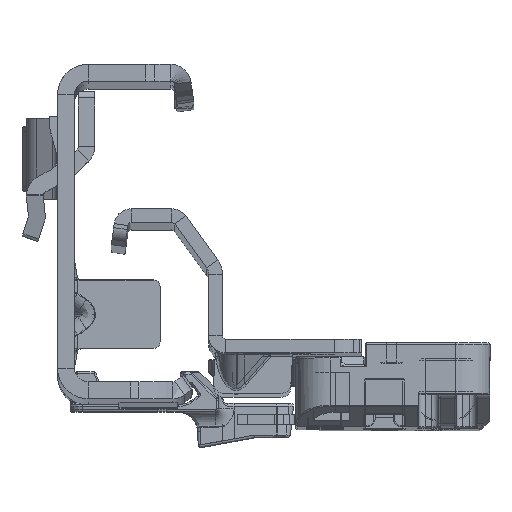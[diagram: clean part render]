
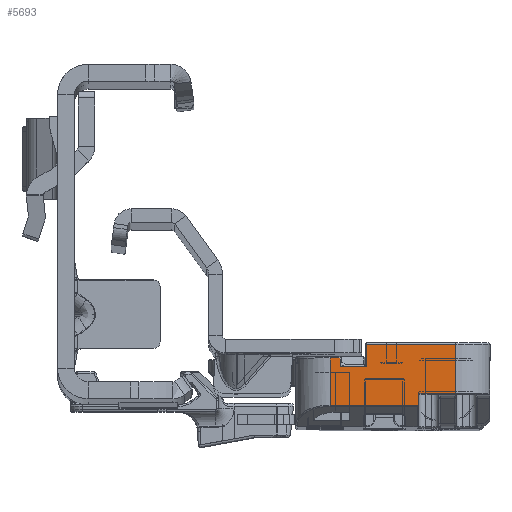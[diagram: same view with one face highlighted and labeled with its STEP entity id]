
A CAD part, top view. The second image highlights one B-rep face of the part: STEP entity #5693.
In plain terms, the highlighted face is planar.
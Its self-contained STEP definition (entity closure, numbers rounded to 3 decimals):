
#74 = EDGE_CURVE ( 'NONE', #18599, #103758, #109274, .T. ) ;
#489 = DIRECTION ( 'NONE',  ( 0., 1., 0. ) ) ;
#1234 = CARTESIAN_POINT ( 'NONE',  ( -8.3, -5., -284.5 ) ) ;
#2482 = EDGE_CURVE ( 'NONE', #76618, #67386, #41955, .T. ) ;
#3391 = VERTEX_POINT ( 'NONE', #109090 ) ;
#5693 = ADVANCED_FACE ( 'NONE', ( #52510 ), #121347, .F. ) ;
#8202 = ORIENTED_EDGE ( 'NONE', *, *, #64437, .T. ) ;
#8614 = EDGE_CURVE ( 'NONE', #18599, #20204, #33373, .T. ) ;
#9526 = CARTESIAN_POINT ( 'NONE',  ( -8.3, -6.669, -284.5 ) ) ;
#10364 = CARTESIAN_POINT ( 'NONE',  ( 19.8, 2.6, -284.5 ) ) ;
#11198 = CARTESIAN_POINT ( 'NONE',  ( -0.75, -0.9, -284.5 ) ) ;
#11485 = LINE ( 'NONE', #102261, #39915 ) ;
#14668 = CARTESIAN_POINT ( 'NONE',  ( -8.273, -6.785, -284.5 ) ) ;
#16311 = CIRCLE ( 'NONE', #51350, 0.2 ) ;
#18599 = VERTEX_POINT ( 'NONE', #65035 ) ;
#19499 = CARTESIAN_POINT ( 'NONE',  ( 19.8, -1.15, -284.5 ) ) ;
#20204 = VERTEX_POINT ( 'NONE', #42473 ) ;
#21712 = VECTOR ( 'NONE', #23885, 1000. ) ;
#21941 = VECTOR ( 'NONE', #40508, 1000. ) ;
#22118 = LINE ( 'NONE', #11198, #66056 ) ;
#22401 = DIRECTION ( 'NONE',  ( 1., 0., 0. ) ) ;
#22793 = VECTOR ( 'NONE', #489, 1000. ) ;
#23885 = DIRECTION ( 'NONE',  ( 0., 1., 0. ) ) ;
#25093 = VERTEX_POINT ( 'NONE', #9526 ) ;
#25684 = ORIENTED_EDGE ( 'NONE', *, *, #2482, .F. ) ;
#26411 = VECTOR ( 'NONE', #77897, 1000. ) ;
#27860 = LINE ( 'NONE', #19499, #69727 ) ;
#33373 = LINE ( 'NONE', #1234, #21941 ) ;
#33666 = CARTESIAN_POINT ( 'NONE',  ( -8.5, -5.2, -284.5 ) ) ;
#34540 = ORIENTED_EDGE ( 'NONE', *, *, #79539, .T. ) ;
#34792 = CARTESIAN_POINT ( 'NONE',  ( 4.6, -242.444, -284.5 ) ) ;
#35882 = ORIENTED_EDGE ( 'NONE', *, *, #92321, .T. ) ;
#36149 = ORIENTED_EDGE ( 'NONE', *, *, #108939, .F. ) ;
#36847 = CARTESIAN_POINT ( 'NONE',  ( -13.7, 2.1, -284.5 ) ) ;
#36880 = DIRECTION ( 'NONE',  ( 1., 0., 0. ) ) ;
#37008 = VERTEX_POINT ( 'NONE', #45563 ) ;
#37278 = CARTESIAN_POINT ( 'NONE',  ( 3.15, 0.1, -284.5 ) ) ;
#38862 = LINE ( 'NONE', #76919, #83046 ) ;
#39915 = VECTOR ( 'NONE', #22401, 1000. ) ;
#40130 = CARTESIAN_POINT ( 'NONE',  ( 4.6, -6.785, -284.5 ) ) ;
#40508 = DIRECTION ( 'NONE',  ( 1., 0., 0. ) ) ;
#40790 = DIRECTION ( 'NONE',  ( 0., -1., 0. ) ) ;
#41788 = CARTESIAN_POINT ( 'NONE',  ( -8.273, -6.785, -284.5 ) ) ;
#41955 = LINE ( 'NONE', #34792, #21712 ) ;
#42473 = CARTESIAN_POINT ( 'NONE',  ( -8.5, -5., -284.5 ) ) ;
#43065 = CARTESIAN_POINT ( 'NONE',  ( 4.6, 0.1, -284.5 ) ) ;
#44593 = DIRECTION ( 'NONE',  ( 0., 0., 1. ) ) ;
#44817 = LINE ( 'NONE', #64161, #87742 ) ;
#44987 = EDGE_CURVE ( 'NONE', #52140, #3391, #95940, .T. ) ;
#45399 =( BOUNDED_CURVE ( )  B_SPLINE_CURVE ( 3, ( #14668, #82318, #53328, #63003 ),
 .UNSPECIFIED., .F., .F. ) 
 B_SPLINE_CURVE_WITH_KNOTS ( ( 4, 4 ),
 ( 1.047, 1.571 ),
 .UNSPECIFIED. ) 
 CURVE ( )  GEOMETRIC_REPRESENTATION_ITEM ( )  RATIONAL_B_SPLINE_CURVE ( ( 1., 0.977, 0.977, 1. ) ) 
 REPRESENTATION_ITEM ( '' )  );
#45563 = CARTESIAN_POINT ( 'NONE',  ( -0.75, -1.15, -284.5 ) ) ;
#46369 = VERTEX_POINT ( 'NONE', #41788 ) ;
#47345 = EDGE_CURVE ( 'NONE', #55446, #20204, #16311, .T. ) ;
#49425 = CARTESIAN_POINT ( 'NONE',  ( -13.7, 2., -284.5 ) ) ;
#49463 = ORIENTED_EDGE ( 'NONE', *, *, #74, .T. ) ;
#50280 = ORIENTED_EDGE ( 'NONE', *, *, #120668, .T. ) ;
#50312 = VECTOR ( 'NONE', #120134, 1000. ) ;
#51350 = AXIS2_PLACEMENT_3D ( 'NONE', #33666, #44593, #60947 ) ;
#52140 = VERTEX_POINT ( 'NONE', #100985 ) ;
#52510 = FACE_OUTER_BOUND ( 'NONE', #114911, .T. ) ;
#53328 = CARTESIAN_POINT ( 'NONE',  ( -8.3, -6.71, -284.5 ) ) ;
#55014 = ORIENTED_EDGE ( 'NONE', *, *, #80294, .T. ) ;
#55446 = VERTEX_POINT ( 'NONE', #77163 ) ;
#57190 = CARTESIAN_POINT ( 'NONE',  ( -0.75, 2.1, -284.5 ) ) ;
#60947 = DIRECTION ( 'NONE',  ( 1., 0., 0. ) ) ;
#61038 = AXIS2_PLACEMENT_3D ( 'NONE', #10364, #97980, #124518 ) ;
#63003 = CARTESIAN_POINT ( 'NONE',  ( -8.3, -6.669, -284.5 ) ) ;
#64161 = CARTESIAN_POINT ( 'NONE',  ( -8.3, 0., -284.5 ) ) ;
#64437 = EDGE_CURVE ( 'NONE', #46369, #25093, #45399, .T. ) ;
#65035 = CARTESIAN_POINT ( 'NONE',  ( -13.7, -5., -284.5 ) ) ;
#66056 = VECTOR ( 'NONE', #40790, 1000. ) ;
#67386 = VERTEX_POINT ( 'NONE', #43065 ) ;
#69727 = VECTOR ( 'NONE', #36880, 1000. ) ;
#69850 = ORIENTED_EDGE ( 'NONE', *, *, #80007, .T. ) ;
#76618 = VERTEX_POINT ( 'NONE', #40130 ) ;
#76919 = CARTESIAN_POINT ( 'NONE',  ( -8.3, -6.785, -284.5 ) ) ;
#77163 = CARTESIAN_POINT ( 'NONE',  ( -8.3, -5.2, -284.5 ) ) ;
#77897 = DIRECTION ( 'NONE',  ( 0., 1., 0. ) ) ;
#79539 = EDGE_CURVE ( 'NONE', #76618, #46369, #38862, .T. ) ;
#80007 = EDGE_CURVE ( 'NONE', #3391, #67386, #11485, .T. ) ;
#80294 = EDGE_CURVE ( 'NONE', #103758, #94814, #120759, .T. ) ;
#82318 = CARTESIAN_POINT ( 'NONE',  ( -8.291, -6.749, -284.5 ) ) ;
#82720 = ORIENTED_EDGE ( 'NONE', *, *, #47345, .T. ) ;
#83046 = VECTOR ( 'NONE', #126429, 1000. ) ;
#83488 = DIRECTION ( 'NONE',  ( 0., -1., 0. ) ) ;
#87742 = VECTOR ( 'NONE', #83488, 1000. ) ;
#92321 = EDGE_CURVE ( 'NONE', #37008, #52140, #27860, .T. ) ;
#94814 = VERTEX_POINT ( 'NONE', #57190 ) ;
#95940 = LINE ( 'NONE', #37278, #26411 ) ;
#97980 = DIRECTION ( 'NONE',  ( 0., 0., 1. ) ) ;
#100985 = CARTESIAN_POINT ( 'NONE',  ( 3.15, -1.15, -284.5 ) ) ;
#102261 = CARTESIAN_POINT ( 'NONE',  ( 4.6, 0.1, -284.5 ) ) ;
#103758 = VERTEX_POINT ( 'NONE', #36847 ) ;
#103800 = ORIENTED_EDGE ( 'NONE', *, *, #8614, .F. ) ;
#106040 = ORIENTED_EDGE ( 'NONE', *, *, #44987, .T. ) ;
#108939 = EDGE_CURVE ( 'NONE', #55446, #25093, #44817, .T. ) ;
#109090 = CARTESIAN_POINT ( 'NONE',  ( 3.15, 0.1, -284.5 ) ) ;
#109274 = LINE ( 'NONE', #49425, #22793 ) ;
#114911 = EDGE_LOOP ( 'NONE', ( #35882, #106040, #69850, #25684, #34540, #8202, #36149, #82720, #103800, #49463, #55014, #50280 ) ) ;
#119470 = CARTESIAN_POINT ( 'NONE',  ( -0.7, 2.1, -284.5 ) ) ;
#120134 = DIRECTION ( 'NONE',  ( 1., 0., 0. ) ) ;
#120668 = EDGE_CURVE ( 'NONE', #94814, #37008, #22118, .T. ) ;
#120759 = LINE ( 'NONE', #119470, #50312 ) ;
#121347 = PLANE ( 'NONE',  #61038 ) ;
#124518 = DIRECTION ( 'NONE',  ( 1., 0., 0. ) ) ;
#126429 = DIRECTION ( 'NONE',  ( -1., 0., 0. ) ) ;
